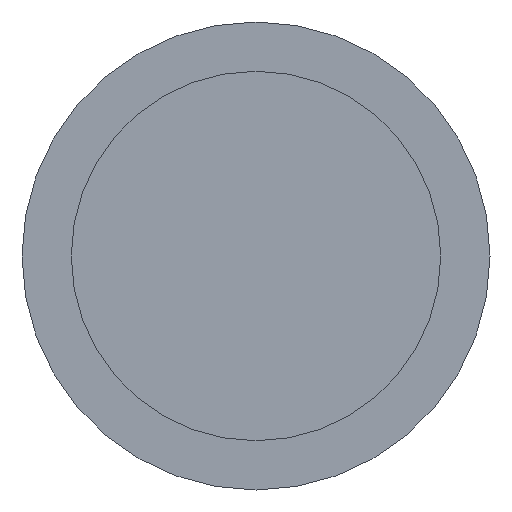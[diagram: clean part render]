
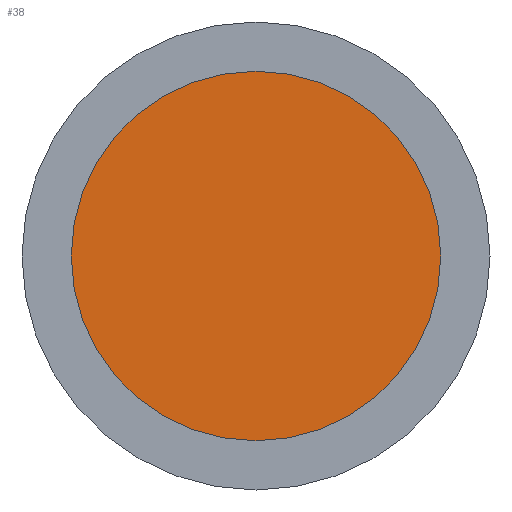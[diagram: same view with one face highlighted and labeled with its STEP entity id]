
A CAD part, left-side view. The second image highlights one B-rep face of the part: STEP entity #38.
In plain terms, the highlighted planar face has unit normal (-1, 0, 0).
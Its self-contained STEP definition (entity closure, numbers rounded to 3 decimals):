
#38 = ADVANCED_FACE ( 'NONE', ( #558 ), #407, .F. ) ;
#108 = DIRECTION ( 'NONE',  ( 0., 0., -1. ) ) ;
#151 = DIRECTION ( 'NONE',  ( -1., 0., 0. ) ) ;
#185 = ORIENTED_EDGE ( 'NONE', *, *, #295, .T. ) ;
#214 = CARTESIAN_POINT ( 'NONE',  ( 294.485, 0., 0. ) ) ;
#240 = AXIS2_PLACEMENT_3D ( 'NONE', #385, #645, #286 ) ;
#247 = DIRECTION ( 'NONE',  ( 0., 0., 1. ) ) ;
#253 = CARTESIAN_POINT ( 'NONE',  ( 294.485, 62.874, 0. ) ) ;
#274 = AXIS2_PLACEMENT_3D ( 'NONE', #253, #151, #247 ) ;
#286 = DIRECTION ( 'NONE',  ( 0., 0., 1. ) ) ;
#288 = CARTESIAN_POINT ( 'NONE',  ( 294.485, 62.874, 10.025 ) ) ;
#295 = EDGE_CURVE ( 'NONE', #302, #299, #495, .T. ) ;
#299 = VERTEX_POINT ( 'NONE', #490 ) ;
#302 = VERTEX_POINT ( 'NONE', #288 ) ;
#327 = EDGE_CURVE ( 'NONE', #299, #302, #354, .T. ) ;
#348 = ORIENTED_EDGE ( 'NONE', *, *, #327, .T. ) ;
#354 = CIRCLE ( 'NONE', #274, 10.025 ) ;
#382 = AXIS2_PLACEMENT_3D ( 'NONE', #214, #403, #108 ) ;
#385 = CARTESIAN_POINT ( 'NONE',  ( 294.485, 62.874, 0. ) ) ;
#403 = DIRECTION ( 'NONE',  ( 1., 0., 0. ) ) ;
#407 = PLANE ( 'NONE',  #382 ) ;
#490 = CARTESIAN_POINT ( 'NONE',  ( 294.485, 62.874, -10.025 ) ) ;
#495 = CIRCLE ( 'NONE', #240, 10.025 ) ;
#558 = FACE_OUTER_BOUND ( 'NONE', #642, .T. ) ;
#642 = EDGE_LOOP ( 'NONE', ( #185, #348 ) ) ;
#645 = DIRECTION ( 'NONE',  ( -1., 0., 0. ) ) ;
